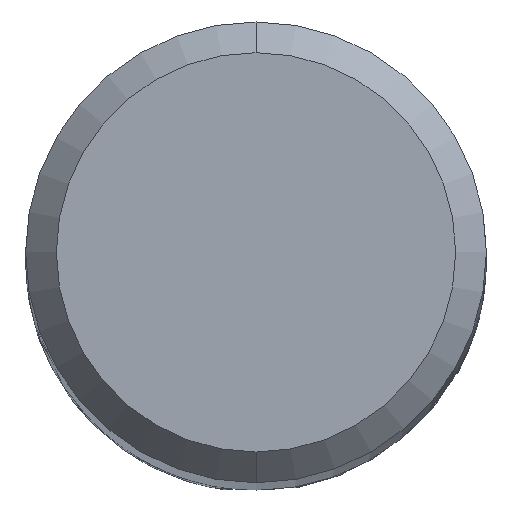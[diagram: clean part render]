
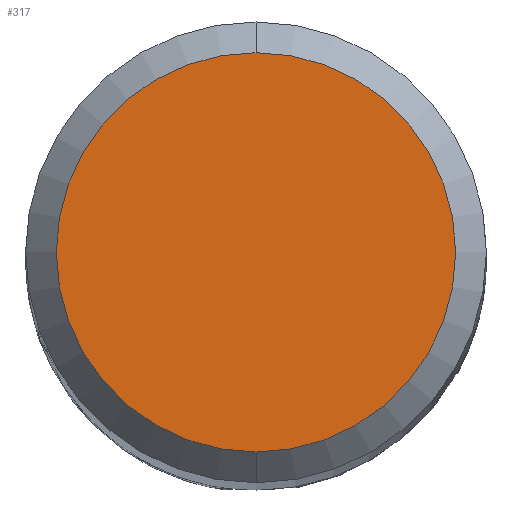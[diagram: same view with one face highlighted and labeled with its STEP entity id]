
A CAD part, top view. The second image highlights one B-rep face of the part: STEP entity #317.
In plain terms, the highlighted planar face has unit normal (0, 0, 1).
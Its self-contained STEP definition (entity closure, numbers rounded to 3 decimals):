
#317=ADVANCED_FACE('',(#874),#875,.T.);
#437=VERTEX_POINT('',#1002);
#523=EDGE_CURVE('',#571,#437,#1097,.T.);
#571=VERTEX_POINT('',#1149);
#643=EDGE_CURVE('',#437,#571,#1228,.T.);
#874=FACE_OUTER_BOUND('',#1513,.T.);
#875=PLANE('',#1514);
#1002=CARTESIAN_POINT('',(0.0,2.6,0.0));
#1097=CIRCLE('',#2112,2.6);
#1149=CARTESIAN_POINT('',(0.,-2.6,0.0));
#1228=CIRCLE('',#2840,2.6);
#1513=EDGE_LOOP('',(#3754,#3755));
#1514=AXIS2_PLACEMENT_3D('',#3756,#3757,#3758);
#2112=AXIS2_PLACEMENT_3D('',#3960,#3961,#3962);
#2840=AXIS2_PLACEMENT_3D('',#4124,#4125,#4126);
#3754=ORIENTED_EDGE('',*,*,#643,.F.);
#3755=ORIENTED_EDGE('',*,*,#523,.F.);
#3756=CARTESIAN_POINT('',(0.0,1.3,0.0));
#3757=DIRECTION('',(-0.0,0.0,1.0));
#3758=DIRECTION('',(0.0,-1.0,0.0));
#3960=CARTESIAN_POINT('',(0.0,0.0,0.0));
#3961=DIRECTION('',(0.0,0.0,-1.0));
#3962=DIRECTION('',(0.0,1.0,0.0));
#4124=CARTESIAN_POINT('',(0.0,0.0,0.0));
#4125=DIRECTION('',(0.0,0.0,-1.0));
#4126=DIRECTION('',(0.0,1.0,0.0));
